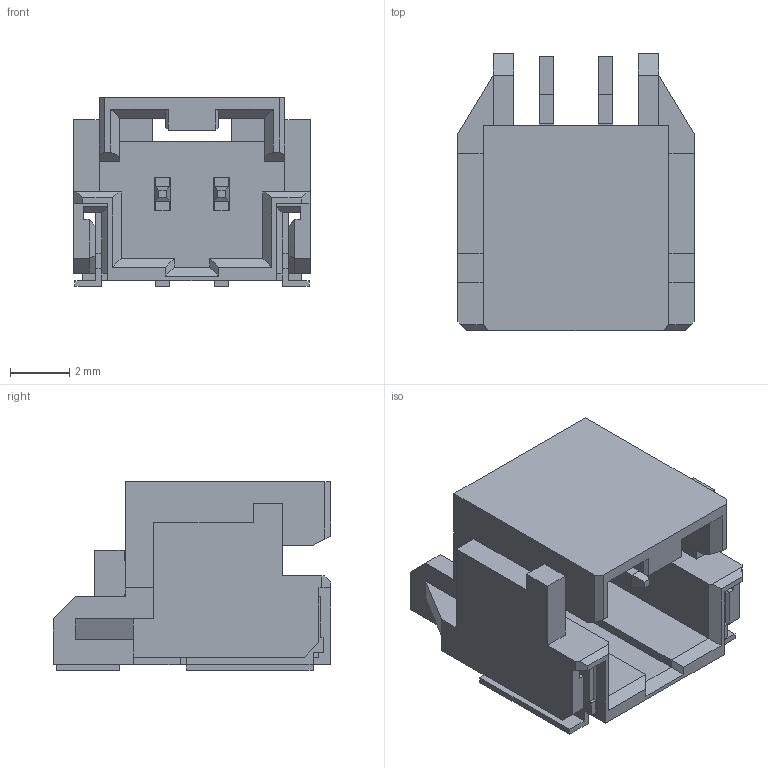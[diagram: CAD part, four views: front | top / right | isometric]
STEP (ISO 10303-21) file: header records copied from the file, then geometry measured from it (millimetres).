
FILE_DESCRIPTION(('FreeCAD Model'),'2;1');
FILE_NAME('SOLID.step','2016-10-13T08:39:40',('Author'),( ''),'Open CASCADE STEP processor 6.8','FreeCAD','Unknown');
FILE_SCHEMA(('AUTOMOTIVE_DESIGN_CC2 { 1 2 10303 214 -1 1 5 4 }'));
Length unit declared in the file: millimetre
Products named in the file (2): ASSEMBLY; SOLID
Assembly tree (1 placements, depth 2):
  ASSEMBLY
    SOLID
Bounding box: 8 x 9.4 x 6.4 mm (x, y, z)
Volume: 188.4 mm3; surface area: 609.1 mm2
Topology: 1 solids, 1 shells, 312 faces, 943 edges, 612 vertices
Faces by surface type: plane 300, cylinder 12
Entity records: 23787 total; most frequent: CARTESIAN_POINT 5015, DIRECTION 3415, LINE 2733, VECTOR 2733, ORIENTED_EDGE 1886, PCURVE 1886, DEFINITIONAL_REPRESENTATION 1886, EDGE_CURVE 943
